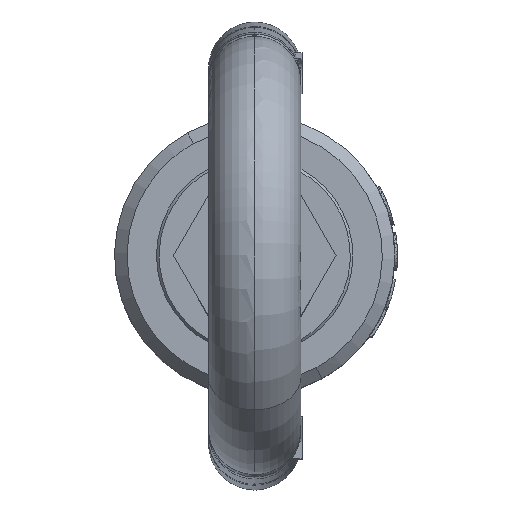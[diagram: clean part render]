
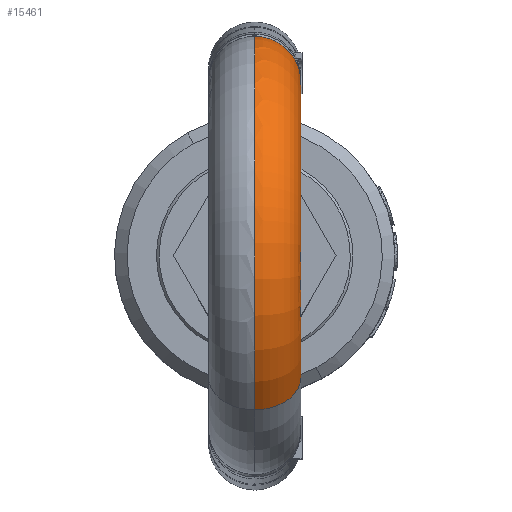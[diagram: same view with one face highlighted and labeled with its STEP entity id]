
A CAD part, top view. The second image highlights one B-rep face of the part: STEP entity #15461.
In plain terms, the highlighted toroidal (fillet/blend) face has major radius 67.493 mm and minor radius 18 mm.
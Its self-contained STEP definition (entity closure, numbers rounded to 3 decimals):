
#10315=CARTESIAN_POINT('Vertex',(0.,-60.452,73.952)) ;
#10352=CARTESIAN_POINT('Axis2P3D Location',(0.,0.,13.5)) ;
#10356=CARTESIAN_POINT('Vertex',(0.,85.492,13.5)) ;
#10486=CARTESIAN_POINT('Axis2P3D Location',(0.,67.492,13.5)) ;
#10490=CARTESIAN_POINT('Vertex',(16.864,73.785,13.5)) ;
#15392=CARTESIAN_POINT('Control Point',(16.864,73.785,13.5)) ;
#15393=CARTESIAN_POINT('Control Point',(17.343,72.503,17.879)) ;
#15394=CARTESIAN_POINT('Control Point',(17.682,70.898,22.091)) ;
#15395=CARTESIAN_POINT('Control Point',(17.897,69.001,26.1)) ;
#15396=CARTESIAN_POINT('Control Point',(18.,66.851,29.88)) ;
#15397=CARTESIAN_POINT('Control Point',(18.,64.487,33.418)) ;
#15398=CARTESIAN_POINT('Vertex',(18.,64.487,33.418)) ;
#15429=CARTESIAN_POINT('Axis2P3D Location',(0.,0.,13.5)) ;
#15434=CARTESIAN_POINT('Axis2P3D Location',(0.,-47.724,61.224)) ;
#15438=CARTESIAN_POINT('Vertex',(18.,-47.724,61.224)) ;
#15441=CARTESIAN_POINT('Axis2P3D Location',(18.,0.,13.5)) ;
#15445=CARTESIAN_POINT('Vertex',(18.,0.,80.992)) ;
#15448=CARTESIAN_POINT('Axis2P3D Location',(18.,0.,13.5)) ;
#10353=DIRECTION('Axis2P3D Direction',(-1.,0.,0.)) ;
#10487=DIRECTION('Axis2P3D Direction',(-0.,0.,1.)) ;
#15430=DIRECTION('Axis2P3D Direction',(1.,-0.,0.)) ;
#15431=DIRECTION('Axis2P3D XDirection',(0.,0.707,-0.707)) ;
#15435=DIRECTION('Axis2P3D Direction',(0.,0.707,0.707)) ;
#15442=DIRECTION('Axis2P3D Direction',(1.,-0.,0.)) ;
#15449=DIRECTION('Axis2P3D Direction',(1.,-0.,0.)) ;
#10354=AXIS2_PLACEMENT_3D('Circle Axis2P3D',#10352,#10353,$) ;
#10488=AXIS2_PLACEMENT_3D('Circle Axis2P3D',#10486,#10487,$) ;
#15432=AXIS2_PLACEMENT_3D('Torus Axis2P3D',#15429,#15430,#15431) ;
#15436=AXIS2_PLACEMENT_3D('Circle Axis2P3D',#15434,#15435,$) ;
#15443=AXIS2_PLACEMENT_3D('Circle Axis2P3D',#15441,#15442,$) ;
#15450=AXIS2_PLACEMENT_3D('Circle Axis2P3D',#15448,#15449,$) ;
#15454=ORIENTED_EDGE('',*,*,#15440,.T.) ;
#15455=ORIENTED_EDGE('',*,*,#15447,.F.) ;
#15456=ORIENTED_EDGE('',*,*,#15452,.T.) ;
#15457=ORIENTED_EDGE('',*,*,#15400,.F.) ;
#15458=ORIENTED_EDGE('',*,*,#10492,.T.) ;
#15459=ORIENTED_EDGE('',*,*,#10358,.T.) ;
#15461=ADVANCED_FACE('\X2\672C9AD4\X0\.2',(#15460),#15433,.T.) ;
#15391=B_SPLINE_CURVE_WITH_KNOTS('',5,(#15392,#15393,#15394,#15395,#15396,#15397),.UNSPECIFIED.,.F.,.U.,(6,6),(36.626,55.601),.UNSPECIFIED.) ;
#10355=CIRCLE('generated circle',#10354,85.492) ;
#10489=CIRCLE('generated circle',#10488,18.) ;
#15437=CIRCLE('generated circle',#15436,18.) ;
#15444=CIRCLE('generated circle',#15443,67.492) ;
#15451=CIRCLE('generated circle',#15450,67.492) ;
#15433=TOROIDAL_SURFACE('homeo Torus',#15432,67.492,18.) ;
#10358=EDGE_CURVE('',#10357,#10316,#10355,.F.) ;
#10492=EDGE_CURVE('',#10491,#10357,#10489,.T.) ;
#15400=EDGE_CURVE('',#10491,#15399,#15391,.T.) ;
#15440=EDGE_CURVE('',#10316,#15439,#15437,.T.) ;
#15447=EDGE_CURVE('',#15446,#15439,#15444,.T.) ;
#15452=EDGE_CURVE('',#15446,#15399,#15451,.F.) ;
#15453=EDGE_LOOP('',(#15454,#15455,#15456,#15457,#15458,#15459)) ;
#15460=FACE_OUTER_BOUND('',#15453,.T.) ;
#10316=VERTEX_POINT('',#10315) ;
#10357=VERTEX_POINT('',#10356) ;
#10491=VERTEX_POINT('',#10490) ;
#15399=VERTEX_POINT('',#15398) ;
#15439=VERTEX_POINT('',#15438) ;
#15446=VERTEX_POINT('',#15445) ;
